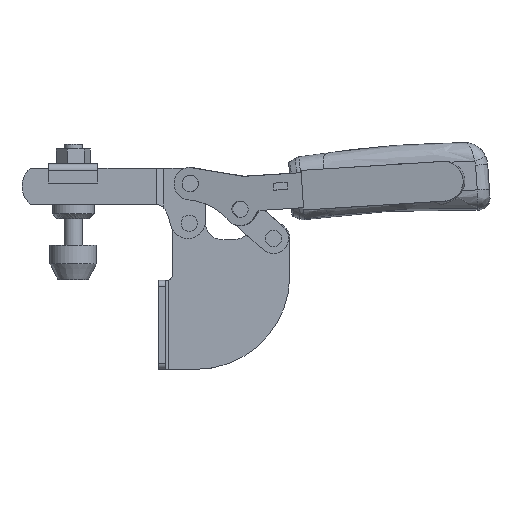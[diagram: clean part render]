
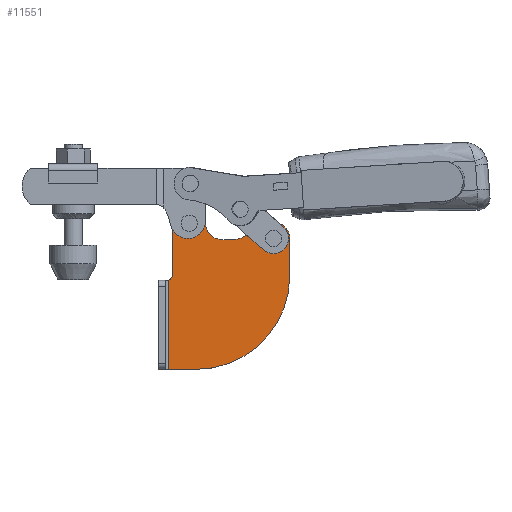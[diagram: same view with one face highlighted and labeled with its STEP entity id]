
A CAD part, top view. The second image highlights one B-rep face of the part: STEP entity #11551.
In plain terms, the highlighted planar face has unit normal (0, 0, 1).
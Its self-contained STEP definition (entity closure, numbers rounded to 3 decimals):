
#63 = CARTESIAN_POINT ( 'NONE',  ( 6.5, 24.5, 3. ) ) ;
#77 = ORIENTED_EDGE ( 'NONE', *, *, #24511, .T. ) ;
#181 = CIRCLE ( 'NONE', #25076, 3.5 ) ;
#420 = VERTEX_POINT ( 'NONE', #26745 ) ;
#572 = CARTESIAN_POINT ( 'NONE',  ( 0., -38., 3. ) ) ;
#756 = CARTESIAN_POINT ( 'NONE',  ( 10., 24.5, 3. ) ) ;
#1225 = AXIS2_PLACEMENT_3D ( 'NONE', #26027, #26007, #25973 ) ;
#1727 = VERTEX_POINT ( 'NONE', #5309 ) ;
#2177 = EDGE_CURVE ( 'NONE', #28077, #15560, #25930, .T. ) ;
#2209 = DIRECTION ( 'NONE',  ( 0., 0., -1. ) ) ;
#2367 = CARTESIAN_POINT ( 'NONE',  ( 29.294, 17.5, 3. ) ) ;
#2457 = VERTEX_POINT ( 'NONE', #27851 ) ;
#2965 = DIRECTION ( 'NONE',  ( -1., 0., 0. ) ) ;
#3379 = ORIENTED_EDGE ( 'NONE', *, *, #8743, .T. ) ;
#3564 = AXIS2_PLACEMENT_3D ( 'NONE', #25241, #25235, #25215 ) ;
#3613 = CARTESIAN_POINT ( 'NONE',  ( 32.794, 18.438, 3. ) ) ;
#3660 = ORIENTED_EDGE ( 'NONE', *, *, #27829, .T. ) ;
#3960 = VERTEX_POINT ( 'NONE', #27151 ) ;
#4167 = AXIS2_PLACEMENT_3D ( 'NONE', #756, #16527, #2965 ) ;
#4190 = FACE_BOUND ( 'NONE', #18880, .T. ) ;
#4270 = DIRECTION ( 'NONE',  ( -1., 0., 0. ) ) ;
#4309 = LINE ( 'NONE', #20259, #27911 ) ;
#4619 = AXIS2_PLACEMENT_3D ( 'NONE', #23565, #10357, #25585 ) ;
#4773 = VERTEX_POINT ( 'NONE', #10644 ) ;
#4896 = ORIENTED_EDGE ( 'NONE', *, *, #10554, .F. ) ;
#5237 = LINE ( 'NONE', #14931, #22504 ) ;
#5309 = CARTESIAN_POINT ( 'NONE',  ( 53., 18., 3. ) ) ;
#5370 = DIRECTION ( 'NONE',  ( -1., 0., 0. ) ) ;
#5445 = DIRECTION ( 'NONE',  ( 0., 0., -1. ) ) ;
#5505 = CARTESIAN_POINT ( 'NONE',  ( 24., 24.5, 3. ) ) ;
#5518 = VERTEX_POINT ( 'NONE', #25907 ) ;
#5652 = FACE_BOUND ( 'NONE', #17506, .T. ) ;
#5673 = CIRCLE ( 'NONE', #3564, 3.5 ) ;
#5866 = EDGE_CURVE ( 'NONE', #12965, #420, #181, .T. ) ;
#6060 = VERTEX_POINT ( 'NONE', #15248 ) ;
#6366 = AXIS2_PLACEMENT_3D ( 'NONE', #5505, #5445, #5370 ) ;
#6380 = DIRECTION ( 'NONE',  ( -1., 0., 0. ) ) ;
#7127 = AXIS2_PLACEMENT_3D ( 'NONE', #20577, #2209, #6380 ) ;
#7477 = CIRCLE ( 'NONE', #14043, 40. ) ;
#7604 = CARTESIAN_POINT ( 'NONE',  ( 3., 24.5, 3. ) ) ;
#7646 = LINE ( 'NONE', #27884, #7794 ) ;
#7794 = VECTOR ( 'NONE', #15245, 1000. ) ;
#8600 = AXIS2_PLACEMENT_3D ( 'NONE', #12970, #13000, #13035 ) ;
#8627 = CARTESIAN_POINT ( 'NONE',  ( 29.294, 24.5, 3. ) ) ;
#8743 = EDGE_CURVE ( 'NONE', #11309, #3960, #22693, .T. ) ;
#8960 = EDGE_LOOP ( 'NONE', ( #15291, #18015, #18692, #11087, #3379, #12436, #13406, #4896, #77, #17141, #24990, #23258 ) ) ;
#9163 = CARTESIAN_POINT ( 'NONE',  ( 13., 2., 3. ) ) ;
#9401 = LINE ( 'NONE', #21179, #22341 ) ;
#9532 = CARTESIAN_POINT ( 'NONE',  ( 3., 3., 3. ) ) ;
#9731 = DIRECTION ( 'NONE',  ( 0., 0., -1. ) ) ;
#10122 = DIRECTION ( 'NONE',  ( -1., 0., 0. ) ) ;
#10357 = DIRECTION ( 'NONE',  ( 0., 0., -1. ) ) ;
#10554 = EDGE_CURVE ( 'NONE', #4773, #15560, #7477, .T. ) ;
#10644 = CARTESIAN_POINT ( 'NONE',  ( 53., 2., 3. ) ) ;
#11087 = ORIENTED_EDGE ( 'NONE', *, *, #13204, .T. ) ;
#11246 = FACE_OUTER_BOUND ( 'NONE', #8960, .T. ) ;
#11309 = VERTEX_POINT ( 'NONE', #9532 ) ;
#11551 = ADVANCED_FACE ( 'NONE', ( #4190, #11246, #5652 ), #12605, .T. ) ;
#11757 = CARTESIAN_POINT ( 'NONE',  ( 46., 18., 3. ) ) ;
#12436 = ORIENTED_EDGE ( 'NONE', *, *, #28373, .T. ) ;
#12605 = PLANE ( 'NONE',  #8600 ) ;
#12631 = DIRECTION ( 'NONE',  ( -0.866, -0.5, 0. ) ) ;
#12800 = EDGE_CURVE ( 'NONE', #14352, #28168, #24886, .T. ) ;
#12965 = VERTEX_POINT ( 'NONE', #21608 ) ;
#12970 = CARTESIAN_POINT ( 'NONE',  ( 13., 2., 3. ) ) ;
#13000 = DIRECTION ( 'NONE',  ( 0., 0., 1. ) ) ;
#13035 = DIRECTION ( 'NONE',  ( 1., 0., 0. ) ) ;
#13204 = EDGE_CURVE ( 'NONE', #16696, #11309, #17125, .T. ) ;
#13406 = ORIENTED_EDGE ( 'NONE', *, *, #2177, .T. ) ;
#13476 = CIRCLE ( 'NONE', #4167, 3.5 ) ;
#13585 = VERTEX_POINT ( 'NONE', #63 ) ;
#13612 = DIRECTION ( 'NONE',  ( 0., 0., -1. ) ) ;
#13727 = CARTESIAN_POINT ( 'NONE',  ( 13., -38., 3. ) ) ;
#14043 = AXIS2_PLACEMENT_3D ( 'NONE', #9163, #9731, #10122 ) ;
#14045 = DIRECTION ( 'NONE',  ( -1., 0., 0. ) ) ;
#14352 = VERTEX_POINT ( 'NONE', #3613 ) ;
#14439 = CIRCLE ( 'NONE', #26657, 7. ) ;
#14931 = CARTESIAN_POINT ( 'NONE',  ( 42.075, 23.796, 3. ) ) ;
#15245 = DIRECTION ( 'NONE',  ( -1., 0., 0. ) ) ;
#15248 = CARTESIAN_POINT ( 'NONE',  ( 24., 17.5, 3. ) ) ;
#15291 = ORIENTED_EDGE ( 'NONE', *, *, #24261, .T. ) ;
#15560 = VERTEX_POINT ( 'NONE', #13727 ) ;
#15578 = CARTESIAN_POINT ( 'NONE',  ( 1., -38., 3. ) ) ;
#15874 = DIRECTION ( 'NONE',  ( 0., 1., 0. ) ) ;
#16068 = VERTEX_POINT ( 'NONE', #17334 ) ;
#16527 = DIRECTION ( 'NONE',  ( 0., 0., -1. ) ) ;
#16696 = VERTEX_POINT ( 'NONE', #7604 ) ;
#16725 = EDGE_CURVE ( 'NONE', #16696, #2457, #27498, .T. ) ;
#17048 = VECTOR ( 'NONE', #28250, 1000. ) ;
#17125 = LINE ( 'NONE', #27961, #17048 ) ;
#17141 = ORIENTED_EDGE ( 'NONE', *, *, #26947, .F. ) ;
#17334 = CARTESIAN_POINT ( 'NONE',  ( 42.075, 23.796, 3. ) ) ;
#17506 = EDGE_LOOP ( 'NONE', ( #25722, #20847 ) ) ;
#17971 = ORIENTED_EDGE ( 'NONE', *, *, #25228, .T. ) ;
#17996 = DIRECTION ( 'NONE',  ( -1., 0., 0. ) ) ;
#18015 = ORIENTED_EDGE ( 'NONE', *, *, #20700, .T. ) ;
#18062 = DIRECTION ( 'NONE',  ( 0., 0., -1. ) ) ;
#18100 = CARTESIAN_POINT ( 'NONE',  ( 46., 18., 3. ) ) ;
#18692 = ORIENTED_EDGE ( 'NONE', *, *, #16725, .F. ) ;
#18768 = CIRCLE ( 'NONE', #6366, 7. ) ;
#18880 = EDGE_LOOP ( 'NONE', ( #3660, #17971 ) ) ;
#20031 = EDGE_CURVE ( 'NONE', #16068, #14352, #5237, .T. ) ;
#20062 = DIRECTION ( 'NONE',  ( 1., 0., 0. ) ) ;
#20204 = EDGE_CURVE ( 'NONE', #420, #12965, #5673, .T. ) ;
#20259 = CARTESIAN_POINT ( 'NONE',  ( 53., 2., 3. ) ) ;
#20577 = CARTESIAN_POINT ( 'NONE',  ( 10., 24.5, 3. ) ) ;
#20700 = EDGE_CURVE ( 'NONE', #6060, #2457, #18768, .T. ) ;
#20847 = ORIENTED_EDGE ( 'NONE', *, *, #20204, .T. ) ;
#21179 = CARTESIAN_POINT ( 'NONE',  ( 1., 2., 3. ) ) ;
#21212 = CIRCLE ( 'NONE', #4619, 3.5 ) ;
#21608 = CARTESIAN_POINT ( 'NONE',  ( 42.5, 18., 3. ) ) ;
#22341 = VECTOR ( 'NONE', #23245, 1000. ) ;
#22504 = VECTOR ( 'NONE', #12631, 1000. ) ;
#22693 = CIRCLE ( 'NONE', #1225, 3. ) ;
#23245 = DIRECTION ( 'NONE',  ( 0., -1., 0. ) ) ;
#23258 = ORIENTED_EDGE ( 'NONE', *, *, #12800, .T. ) ;
#23565 = CARTESIAN_POINT ( 'NONE',  ( 10., 24.5, 3. ) ) ;
#24261 = EDGE_CURVE ( 'NONE', #28168, #6060, #7646, .T. ) ;
#24511 = EDGE_CURVE ( 'NONE', #4773, #1727, #4309, .T. ) ;
#24784 = AXIS2_PLACEMENT_3D ( 'NONE', #8627, #13612, #4270 ) ;
#24886 = CIRCLE ( 'NONE', #24784, 7. ) ;
#24919 = VECTOR ( 'NONE', #20062, 1000. ) ;
#24990 = ORIENTED_EDGE ( 'NONE', *, *, #20031, .T. ) ;
#25076 = AXIS2_PLACEMENT_3D ( 'NONE', #18100, #18062, #17996 ) ;
#25215 = DIRECTION ( 'NONE',  ( -1., 0., 0. ) ) ;
#25228 = EDGE_CURVE ( 'NONE', #5518, #13585, #21212, .T. ) ;
#25235 = DIRECTION ( 'NONE',  ( 0., 0., -1. ) ) ;
#25241 = CARTESIAN_POINT ( 'NONE',  ( 46., 18., 3. ) ) ;
#25585 = DIRECTION ( 'NONE',  ( -1., 0., 0. ) ) ;
#25722 = ORIENTED_EDGE ( 'NONE', *, *, #5866, .T. ) ;
#25907 = CARTESIAN_POINT ( 'NONE',  ( 13.5, 24.5, 3. ) ) ;
#25930 = LINE ( 'NONE', #572, #24919 ) ;
#25973 = DIRECTION ( 'NONE',  ( -1., 0., 0. ) ) ;
#26007 = DIRECTION ( 'NONE',  ( 0., 0., -1. ) ) ;
#26027 = CARTESIAN_POINT ( 'NONE',  ( 0., 3., 3. ) ) ;
#26657 = AXIS2_PLACEMENT_3D ( 'NONE', #11757, #26841, #14045 ) ;
#26745 = CARTESIAN_POINT ( 'NONE',  ( 49.5, 18., 3. ) ) ;
#26841 = DIRECTION ( 'NONE',  ( 0., 0., -1. ) ) ;
#26947 = EDGE_CURVE ( 'NONE', #16068, #1727, #14439, .T. ) ;
#27151 = CARTESIAN_POINT ( 'NONE',  ( 1., 0.172, 3. ) ) ;
#27498 = CIRCLE ( 'NONE', #7127, 7. ) ;
#27829 = EDGE_CURVE ( 'NONE', #13585, #5518, #13476, .T. ) ;
#27851 = CARTESIAN_POINT ( 'NONE',  ( 17., 24.5, 3. ) ) ;
#27884 = CARTESIAN_POINT ( 'NONE',  ( 29.294, 17.5, 3. ) ) ;
#27911 = VECTOR ( 'NONE', #15874, 1000. ) ;
#27961 = CARTESIAN_POINT ( 'NONE',  ( 3., 24.5, 3. ) ) ;
#28077 = VERTEX_POINT ( 'NONE', #15578 ) ;
#28168 = VERTEX_POINT ( 'NONE', #2367 ) ;
#28250 = DIRECTION ( 'NONE',  ( 0., -1., 0. ) ) ;
#28373 = EDGE_CURVE ( 'NONE', #3960, #28077, #9401, .T. ) ;
